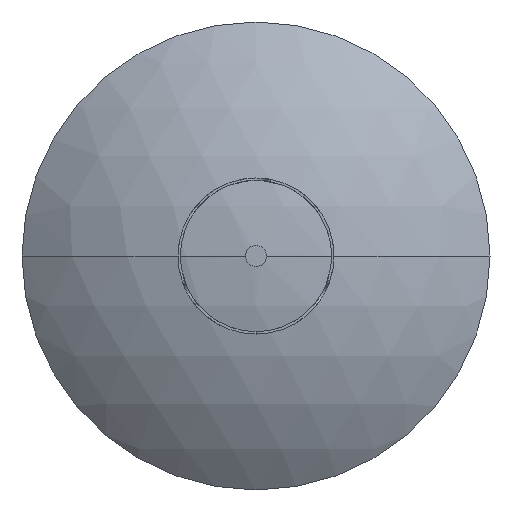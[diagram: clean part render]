
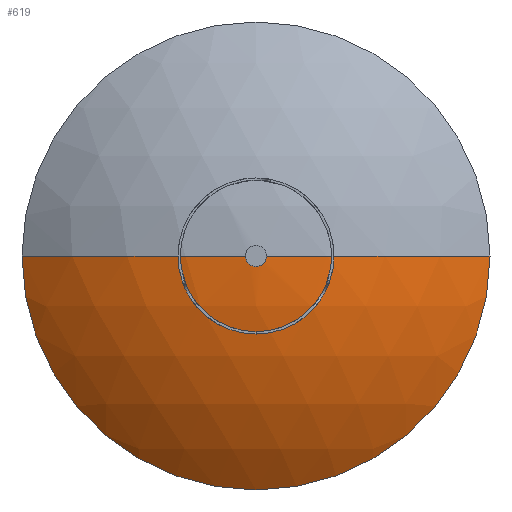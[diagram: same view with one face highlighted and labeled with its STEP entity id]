
A CAD part, front view. The second image highlights one B-rep face of the part: STEP entity #619.
In plain terms, the highlighted spherical face has radius 477.528 mm.
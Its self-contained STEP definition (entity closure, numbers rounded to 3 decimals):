
#62 = CARTESIAN_POINT ( 'NONE',  ( -300., 106., 0. ) ) ;
#189 = CARTESIAN_POINT ( 'NONE',  ( 300., 106., 0. ) ) ;
#254 = CARTESIAN_POINT ( 'NONE',  ( 0., 477.528, 0. ) ) ;
#292 = DIRECTION ( 'NONE',  ( 0., 0., -1. ) ) ;
#309 = ORIENTED_EDGE ( 'NONE', *, *, #380, .T. ) ;
#346 = CIRCLE ( 'NONE', #1654, 13.5 ) ;
#380 = EDGE_CURVE ( 'NONE', #1218, #1438, #1563, .T. ) ;
#439 = AXIS2_PLACEMENT_3D ( 'NONE', #1645, #608, #2120 ) ;
#441 = DIRECTION ( 'NONE',  ( 0., 1., 0. ) ) ;
#450 = VERTEX_POINT ( 'NONE', #1097 ) ;
#521 = AXIS2_PLACEMENT_3D ( 'NONE', #254, #292, #689 ) ;
#544 = ORIENTED_EDGE ( 'NONE', *, *, #1149, .T. ) ;
#549 = DIRECTION ( 'NONE',  ( 0., 0., -1. ) ) ;
#594 = CARTESIAN_POINT ( 'NONE',  ( 0., 477.528, 0. ) ) ;
#608 = DIRECTION ( 'NONE',  ( 0., 0., 1. ) ) ;
#619 = ADVANCED_FACE ( 'NONE', ( #2076 ), #663, .T. ) ;
#663 = SPHERICAL_SURFACE ( 'NONE', #521, 477.528 ) ;
#679 = VERTEX_POINT ( 'NONE', #62 ) ;
#689 = DIRECTION ( 'NONE',  ( -1., 0., 0. ) ) ;
#897 = DIRECTION ( 'NONE',  ( 0., 0., -1. ) ) ;
#954 = VERTEX_POINT ( 'NONE', #2716 ) ;
#1013 = CARTESIAN_POINT ( 'NONE',  ( 0., 0.191, 0. ) ) ;
#1097 = CARTESIAN_POINT ( 'NONE',  ( 0., 106., -300. ) ) ;
#1123 = CARTESIAN_POINT ( 'NONE',  ( 0., 0.191, 0. ) ) ;
#1149 = EDGE_CURVE ( 'NONE', #1438, #954, #2188, .T. ) ;
#1211 = CIRCLE ( 'NONE', #1565, 300. ) ;
#1218 = VERTEX_POINT ( 'NONE', #189 ) ;
#1264 = DIRECTION ( 'NONE',  ( 0., 0., 1. ) ) ;
#1275 = ORIENTED_EDGE ( 'NONE', *, *, #2166, .T. ) ;
#1415 = EDGE_CURVE ( 'NONE', #679, #2381, #1432, .T. ) ;
#1427 = DIRECTION ( 'NONE',  ( 0., 0., -1. ) ) ;
#1432 = CIRCLE ( 'NONE', #439, 477.528 ) ;
#1438 = VERTEX_POINT ( 'NONE', #1692 ) ;
#1563 = CIRCLE ( 'NONE', #1831, 477.528 ) ;
#1565 = AXIS2_PLACEMENT_3D ( 'NONE', #1917, #1946, #897 ) ;
#1569 = AXIS2_PLACEMENT_3D ( 'NONE', #2153, #1821, #549 ) ;
#1645 = CARTESIAN_POINT ( 'NONE',  ( 0., 477.528, 0. ) ) ;
#1654 = AXIS2_PLACEMENT_3D ( 'NONE', #1123, #2177, #1984 ) ;
#1692 = CARTESIAN_POINT ( 'NONE',  ( 13.5, 0.191, 0. ) ) ;
#1701 = AXIS2_PLACEMENT_3D ( 'NONE', #1013, #441, #1264 ) ;
#1707 = EDGE_CURVE ( 'NONE', #954, #2381, #346, .T. ) ;
#1799 = ORIENTED_EDGE ( 'NONE', *, *, #2112, .T. ) ;
#1821 = DIRECTION ( 'NONE',  ( 0., -1., 0. ) ) ;
#1831 = AXIS2_PLACEMENT_3D ( 'NONE', #594, #1427, #2612 ) ;
#1917 = CARTESIAN_POINT ( 'NONE',  ( 0., 106., 0. ) ) ;
#1946 = DIRECTION ( 'NONE',  ( 0., -1., 0. ) ) ;
#1984 = DIRECTION ( 'NONE',  ( 0., 0., 1. ) ) ;
#2035 = ORIENTED_EDGE ( 'NONE', *, *, #1415, .F. ) ;
#2076 = FACE_OUTER_BOUND ( 'NONE', #2328, .T. ) ;
#2112 = EDGE_CURVE ( 'NONE', #450, #1218, #1211, .T. ) ;
#2120 = DIRECTION ( 'NONE',  ( 1., 0., 0. ) ) ;
#2151 = CARTESIAN_POINT ( 'NONE',  ( -13.5, 0.191, 0. ) ) ;
#2153 = CARTESIAN_POINT ( 'NONE',  ( 0., 106., 0. ) ) ;
#2166 = EDGE_CURVE ( 'NONE', #679, #450, #2546, .T. ) ;
#2177 = DIRECTION ( 'NONE',  ( 0., 1., 0. ) ) ;
#2188 = CIRCLE ( 'NONE', #1701, 13.5 ) ;
#2328 = EDGE_LOOP ( 'NONE', ( #1275, #1799, #309, #544, #2632, #2035 ) ) ;
#2381 = VERTEX_POINT ( 'NONE', #2151 ) ;
#2546 = CIRCLE ( 'NONE', #1569, 300. ) ;
#2612 = DIRECTION ( 'NONE',  ( -1., 0., 0. ) ) ;
#2632 = ORIENTED_EDGE ( 'NONE', *, *, #1707, .T. ) ;
#2716 = CARTESIAN_POINT ( 'NONE',  ( 0., 0.191, -13.5 ) ) ;
